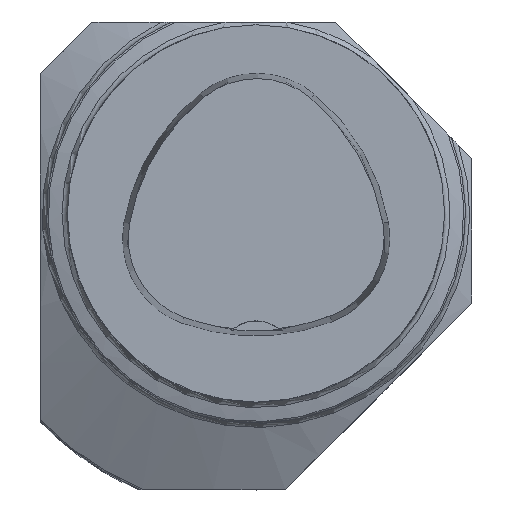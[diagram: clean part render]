
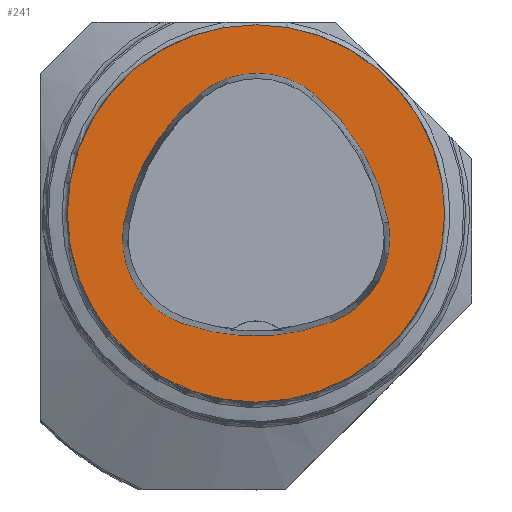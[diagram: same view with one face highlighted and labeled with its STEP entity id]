
A CAD part, top view. The second image highlights one B-rep face of the part: STEP entity #241.
In plain terms, the highlighted planar face has unit normal (0, 0, 1).
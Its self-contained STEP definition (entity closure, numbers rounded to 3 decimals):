
#241=ADVANCED_FACE('',(#561,#562),#303,.T.);
#303=PLANE('',#1605);
#561=FACE_BOUND('',#655,.T.);
#562=FACE_BOUND('',#656,.T.);
#655=EDGE_LOOP('',(#1016,#1017,#1018,#1019,#1020,#1021));
#656=EDGE_LOOP('',(#1022));
#1016=ORIENTED_EDGE('',*,*,#1391,.T.);
#1017=ORIENTED_EDGE('',*,*,#1371,.T.);
#1018=ORIENTED_EDGE('',*,*,#1375,.T.);
#1019=ORIENTED_EDGE('',*,*,#1378,.T.);
#1020=ORIENTED_EDGE('',*,*,#1381,.T.);
#1021=ORIENTED_EDGE('',*,*,#1389,.T.);
#1022=ORIENTED_EDGE('',*,*,#1347,.F.);
#1182=VERTEX_POINT('',#2435);
#1192=VERTEX_POINT('',#2512);
#1193=VERTEX_POINT('',#2513);
#1196=VERTEX_POINT('',#2521);
#1198=VERTEX_POINT('',#2527);
#1200=VERTEX_POINT('',#2533);
#1207=VERTEX_POINT('',#2554);
#1347=EDGE_CURVE('',#1182,#1182,#1431,.T.);
#1371=EDGE_CURVE('',#1192,#1193,#1432,.T.);
#1375=EDGE_CURVE('',#1193,#1196,#1434,.T.);
#1378=EDGE_CURVE('',#1196,#1198,#1436,.T.);
#1381=EDGE_CURVE('',#1198,#1200,#1438,.T.);
#1389=EDGE_CURVE('',#1200,#1207,#1442,.T.);
#1391=EDGE_CURVE('',#1207,#1192,#1444,.T.);
#1431=CIRCLE('',#1555,31.5);
#1432=CIRCLE('',#1583,36.);
#1434=CIRCLE('',#1586,15.);
#1436=CIRCLE('',#1589,36.);
#1438=CIRCLE('',#1592,15.);
#1442=CIRCLE('',#1597,36.);
#1444=CIRCLE('',#1600,15.);
#1555=AXIS2_PLACEMENT_3D('',#2434,#1859,#1860);
#1583=AXIS2_PLACEMENT_3D('',#2511,#1931,#1932);
#1586=AXIS2_PLACEMENT_3D('',#2520,#1939,#1940);
#1589=AXIS2_PLACEMENT_3D('',#2526,#1946,#1947);
#1592=AXIS2_PLACEMENT_3D('',#2532,#1953,#1954);
#1597=AXIS2_PLACEMENT_3D('',#2555,#1965,#1966);
#1600=AXIS2_PLACEMENT_3D('',#2558,#1971,#1972);
#1605=AXIS2_PLACEMENT_3D('',#2563,#1981,#1982);
#1859=DIRECTION('',(0.,0.,-1.));
#1860=DIRECTION('',(-1.,0.,0.));
#1931=DIRECTION('',(0.,0.,-1.));
#1932=DIRECTION('',(-1.,0.,0.));
#1939=DIRECTION('',(0.,0.,-1.));
#1940=DIRECTION('',(-1.,0.,0.));
#1946=DIRECTION('',(0.,0.,-1.));
#1947=DIRECTION('',(-1.,0.,0.));
#1953=DIRECTION('',(0.,0.,-1.));
#1954=DIRECTION('',(-1.,0.,0.));
#1965=DIRECTION('',(0.,0.,-1.));
#1966=DIRECTION('',(-1.,0.,0.));
#1971=DIRECTION('',(0.,0.,-1.));
#1972=DIRECTION('',(-1.,0.,0.));
#1981=DIRECTION('',(0.,0.,1.));
#1982=DIRECTION('',(1.,0.,0.));
#2434=CARTESIAN_POINT('',(0.,0.,0.));
#2435=CARTESIAN_POINT('',(-31.5,0.,0.));
#2511=CARTESIAN_POINT('',(13.398,-7.893,0.));
#2512=CARTESIAN_POINT('',(-22.041,-1.562,0.));
#2513=CARTESIAN_POINT('',(-9.317,20.036,0.));
#2520=CARTESIAN_POINT('',(0.148,8.399,0.));
#2521=CARTESIAN_POINT('',(9.779,19.898,0.));
#2526=CARTESIAN_POINT('',(-13.337,-7.7,0.));
#2527=CARTESIAN_POINT('',(22.122,-1.48,0.));
#2532=CARTESIAN_POINT('',(7.347,-4.071,0.));
#2533=CARTESIAN_POINT('',(12.693,-18.087,0.));
#2554=CARTESIAN_POINT('',(-12.373,-18.307,0.));
#2555=CARTESIAN_POINT('',(-0.137,15.55,0.));
#2558=CARTESIAN_POINT('',(-7.275,-4.2,0.));
#2563=CARTESIAN_POINT('',(0.,0.,0.));
